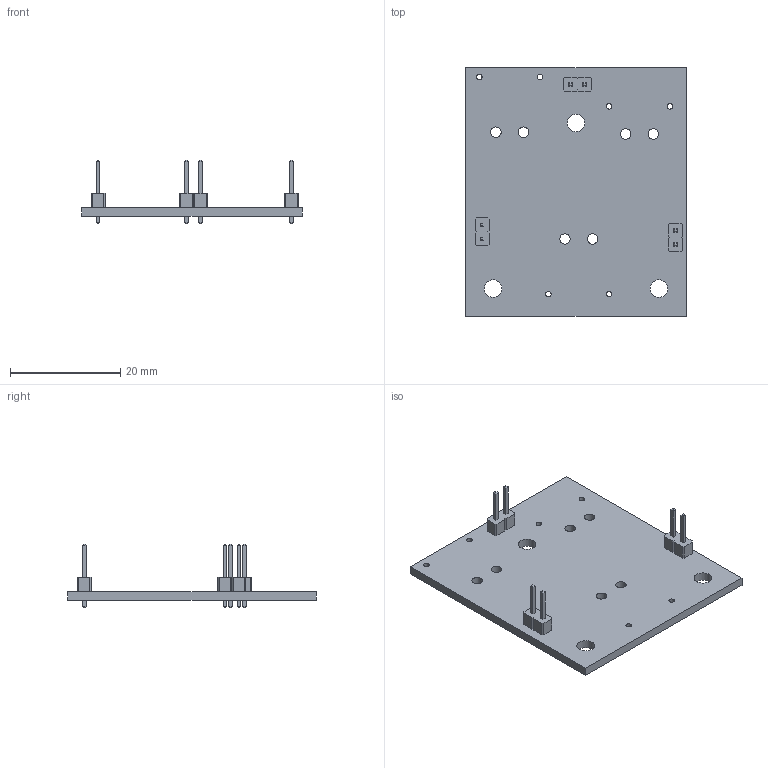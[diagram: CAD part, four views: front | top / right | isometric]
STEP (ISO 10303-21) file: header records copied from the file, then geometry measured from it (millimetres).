
FILE_DESCRIPTION(('KiCad electronic assembly'),'2;1');
FILE_NAME('PWR_Split.step','2025-05-17T16:31:49',('Pcbnew'),('Kicad'), 'Open CASCADE STEP processor 7.7','KiCad to STEP converter','Unknown' );
FILE_SCHEMA(('AUTOMOTIVE_DESIGN { 1 0 10303 214 1 1 1 1 }'));
Length unit declared in the file: millimetre
Products named in the file (4): PWR_Split 1; PinHeader_1x02_P2.54mm_Vertical; PinHeader_1x02_P254mm_Vertical; PWR_Split_PCB
Assembly tree (5 placements, depth 3):
  PWR_Split 1
    PinHeader_1x02_P2.54mm_Vertical  x3
      PinHeader_1x02_P254mm_Vertical
    PWR_Split_PCB
Bounding box: 40 x 45 x 11.54 mm (x, y, z)
Volume: 2917.2 mm3; surface area: 4262.3 mm2
Topology: 4 solids, 4 shells, 183 faces, 441 edges, 278 vertices
Faces by surface type: plane 162, cylinder 21
Full cylindrical faces by diameter (mm): 1 x12, 1.9 x6, 3.2 x3
Entity records: 2863 total; most frequent: DIRECTION 409, CARTESIAN_POINT 408, ORIENTED_EDGE 394, EDGE_CURVE 197, LINE 155, VECTOR 155, AXIS2_PLACEMENT_3D 127, VERTEX_POINT 126
